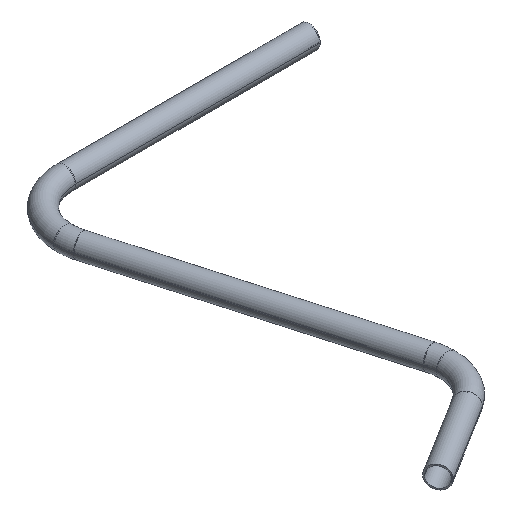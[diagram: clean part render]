
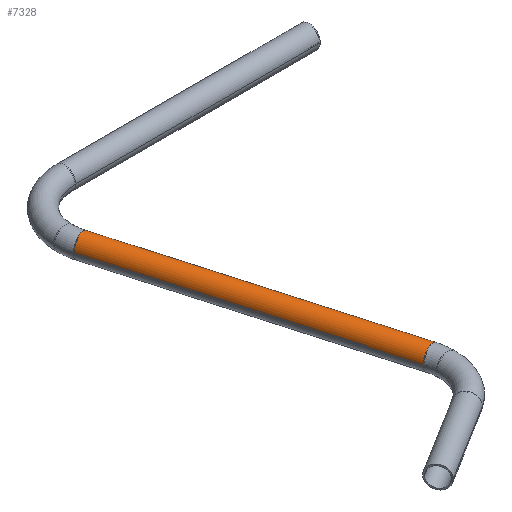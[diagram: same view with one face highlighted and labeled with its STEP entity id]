
A CAD part, isometric view. The second image highlights one B-rep face of the part: STEP entity #7328.
In plain terms, the highlighted cylindrical face has radius 21.2 mm (diameter 42.4 mm), a partial arc.
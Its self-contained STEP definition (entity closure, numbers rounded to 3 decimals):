
#417 = VECTOR ( 'NONE', #12989, 1000. ) ;
#788 = CARTESIAN_POINT ( 'NONE',  ( 191.241, 204.916, 0. ) ) ;
#1070 = EDGE_CURVE ( 'NONE', #7219, #1105, #11141, .T. ) ;
#1105 = VERTEX_POINT ( 'NONE', #9088 ) ;
#1850 = DIRECTION ( 'NONE',  ( -0.961, -0.276, 0. ) ) ;
#1898 = ORIENTED_EDGE ( 'NONE', *, *, #3963, .T. ) ;
#2107 = CYLINDRICAL_SURFACE ( 'NONE', #2476, 21.2 ) ;
#2113 = EDGE_CURVE ( 'NONE', #7219, #7562, #2217, .T. ) ;
#2217 = CIRCLE ( 'NONE', #3462, 21.2 ) ;
#2350 = CARTESIAN_POINT ( 'NONE',  ( 170.863, 199.073, 0. ) ) ;
#2476 = AXIS2_PLACEMENT_3D ( 'NONE', #10799, #7691, #3581 ) ;
#2606 = ORIENTED_EDGE ( 'NONE', *, *, #1070, .F. ) ;
#3462 = AXIS2_PLACEMENT_3D ( 'NONE', #788, #8039, #1850 ) ;
#3581 = DIRECTION ( 'NONE',  ( -0.961, -0.276, 0. ) ) ;
#3963 = EDGE_CURVE ( 'NONE', #7562, #13298, #11797, .T. ) ;
#4822 = CARTESIAN_POINT ( 'NONE',  ( 170.863, 199.073, 0. ) ) ;
#4895 = CIRCLE ( 'NONE', #6621, 21.2 ) ;
#5204 = CARTESIAN_POINT ( 'NONE',  ( 211.62, 210.76, 0. ) ) ;
#5851 = DIRECTION ( 'NONE',  ( -0.276, 0.961, 0. ) ) ;
#6621 = AXIS2_PLACEMENT_3D ( 'NONE', #12051, #5851, #13073 ) ;
#6737 = ORIENTED_EDGE ( 'NONE', *, *, #2113, .T. ) ;
#6750 = EDGE_LOOP ( 'NONE', ( #6737, #1898, #9885, #2606 ) ) ;
#7219 = VERTEX_POINT ( 'NONE', #2350 ) ;
#7328 = ADVANCED_FACE ( 'NONE', ( #7625 ), #2107, .T. ) ;
#7562 = VERTEX_POINT ( 'NONE', #9573 ) ;
#7625 = FACE_OUTER_BOUND ( 'NONE', #6750, .T. ) ;
#7691 = DIRECTION ( 'NONE',  ( -0.276, 0.961, 0. ) ) ;
#8039 = DIRECTION ( 'NONE',  ( -0.276, 0.961, 0. ) ) ;
#9088 = CARTESIAN_POINT ( 'NONE',  ( 22.035, 718.096, 0. ) ) ;
#9365 = VECTOR ( 'NONE', #12417, 1000. ) ;
#9573 = CARTESIAN_POINT ( 'NONE',  ( 211.62, 210.76, 0. ) ) ;
#9885 = ORIENTED_EDGE ( 'NONE', *, *, #13363, .F. ) ;
#10799 = CARTESIAN_POINT ( 'NONE',  ( 191.241, 204.916, 0. ) ) ;
#11104 = CARTESIAN_POINT ( 'NONE',  ( 62.792, 729.783, 0. ) ) ;
#11141 = LINE ( 'NONE', #4822, #417 ) ;
#11797 = LINE ( 'NONE', #5204, #9365 ) ;
#12051 = CARTESIAN_POINT ( 'NONE',  ( 42.414, 723.94, 0. ) ) ;
#12417 = DIRECTION ( 'NONE',  ( -0.276, 0.961, 0. ) ) ;
#12989 = DIRECTION ( 'NONE',  ( -0.276, 0.961, 0. ) ) ;
#13073 = DIRECTION ( 'NONE',  ( 0.961, 0.276, 0. ) ) ;
#13298 = VERTEX_POINT ( 'NONE', #11104 ) ;
#13363 = EDGE_CURVE ( 'NONE', #1105, #13298, #4895, .T. ) ;
